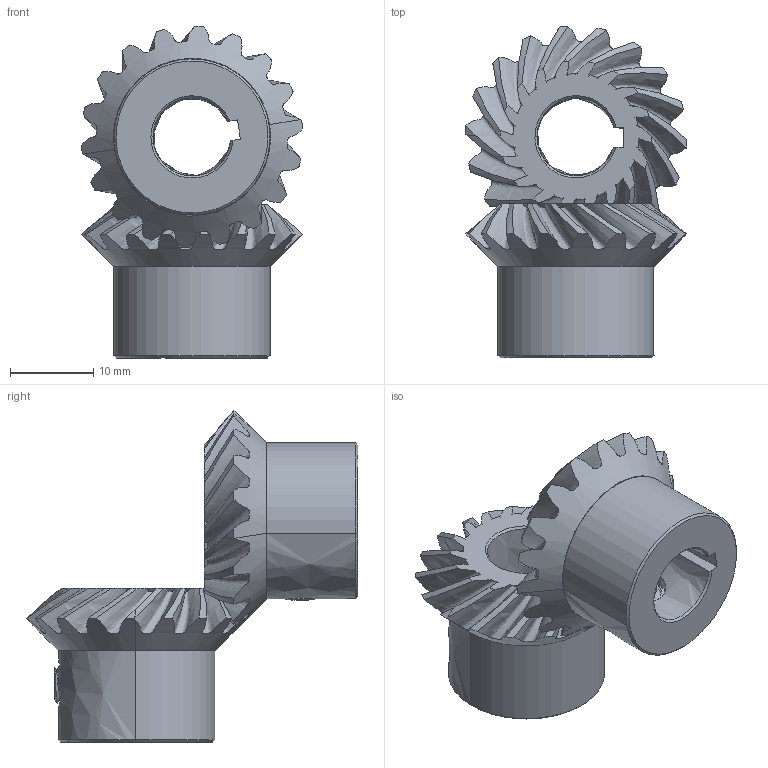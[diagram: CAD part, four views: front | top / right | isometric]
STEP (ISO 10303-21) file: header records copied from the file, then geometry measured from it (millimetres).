
FILE_DESCRIPTION(('FreeCAD Model'),'2;1');
FILE_NAME('Open CASCADE Shape Model','2025-05-08T03:43:11',('FreeCAD'),( 'FreeCAD'),'Open CASCADE STEP processor 7.6','FreeCAD','Unknown');
FILE_SCHEMA(('AUTOMOTIVE_DESIGN { 1 0 10303 214 1 1 1 1 }'));
Length unit declared in the file: millimetre
Products named in the file (1): Open CASCADE STEP translator 7.6 1
Bounding box: 26.6 x 39.77 x 39.8 mm (x, y, z)
Volume: 8513.4 mm3; surface area: 5644.6 mm2
Topology: 4 solids, 4 shells, 230 faces, 612 edges, 386 vertices
Faces by surface type: bspline 230
Entity records: 20798 total; most frequent: CARTESIAN_POINT 17319, ORIENTED_EDGE 1208, EDGE_CURVE 604, B_SPLINE_CURVE_WITH_KNOTS 430, VERTEX_POINT 386, FACE_BOUND 242, EDGE_LOOP 242, ADVANCED_FACE 230
